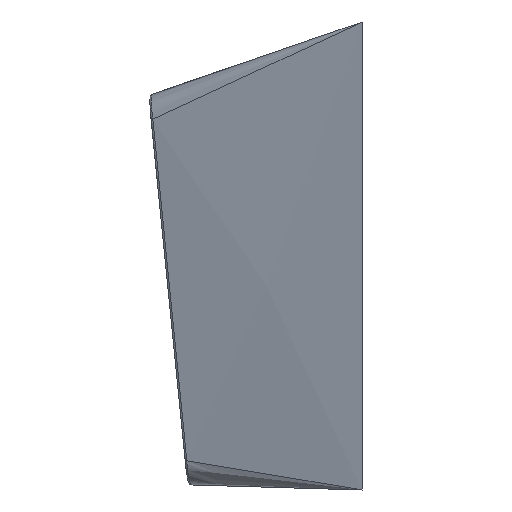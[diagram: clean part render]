
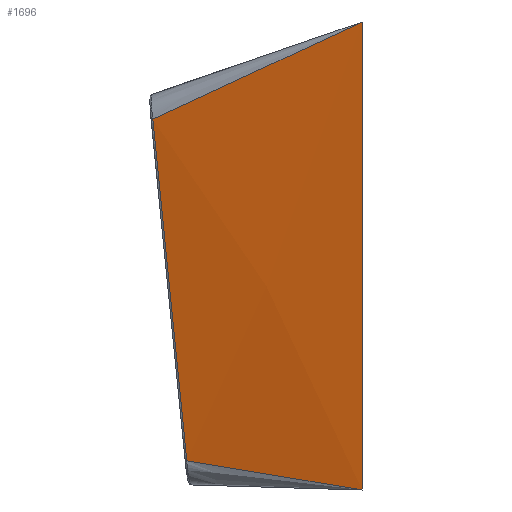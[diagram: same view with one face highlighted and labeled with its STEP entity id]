
A CAD part, left-side view. The second image highlights one B-rep face of the part: STEP entity #1696.
In plain terms, the highlighted free-form (B-spline) face has degree [3, 1] with [6, 2] control points.
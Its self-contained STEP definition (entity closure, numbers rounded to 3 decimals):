
#41 = CARTESIAN_POINT ( 'NONE',  ( 2.65, 7.716, 10.181 ) ) ;
#42 = CARTESIAN_POINT ( 'NONE',  ( 2.626, 7.898, 12.748 ) ) ;
#58 = CARTESIAN_POINT ( 'NONE',  ( 2.625, 7.455, 8.3 ) ) ;
#86 = CARTESIAN_POINT ( 'NONE',  ( 2.623, 6.742, 1.122 ) ) ;
#91 = CARTESIAN_POINT ( 'NONE',  ( 1.669, 5.138, 15.617 ) ) ;
#100 = CARTESIAN_POINT ( 'NONE',  ( 2.126, 6.53, 14.967 ) ) ;
#116 = VERTEX_POINT ( 'NONE', #2651 ) ;
#213 = VERTEX_POINT ( 'NONE', #1466 ) ;
#236 = CARTESIAN_POINT ( 'NONE',  ( 2.471, 7.578, 14.475 ) ) ;
#274 = CARTESIAN_POINT ( 'NONE',  ( 2.48, 7.605, 14.463 ) ) ;
#339 = CARTESIAN_POINT ( 'NONE',  ( 1.962, 6.033, 15.199 ) ) ;
#504 = CARTESIAN_POINT ( 'NONE',  ( 0.943, 2.39, 0.41 ) ) ;
#576 = CARTESIAN_POINT ( 'NONE',  ( 2.288, 7.023, 14.736 ) ) ;
#680 = ORIENTED_EDGE ( 'NONE', *, *, #2757, .F. ) ;
#764 = CARTESIAN_POINT ( 'NONE',  ( 2.625, 7.748, 11.242 ) ) ;
#772 = CARTESIAN_POINT ( 'NONE',  ( 2.606, 7.985, 14.284 ) ) ;
#785 = CARTESIAN_POINT ( 'NONE',  ( 2.5, 7.666, 14.434 ) ) ;
#812 = CARTESIAN_POINT ( 'NONE',  ( 1.341, 4.135, 16.085 ) ) ;
#831 = CARTESIAN_POINT ( 'NONE',  ( 2.369, 7.27, 14.62 ) ) ;
#969 = EDGE_CURVE ( 'NONE', #116, #213, #3059, .T. ) ;
#1073 = CARTESIAN_POINT ( 'NONE',  ( 0.876, 2.709, 16.748 ) ) ;
#1090 = VECTOR ( 'NONE', #2889, 1000. ) ;
#1093 = ORIENTED_EDGE ( 'NONE', *, *, #969, .T. ) ;
#1210 = CARTESIAN_POINT ( 'NONE',  ( 2.454, 7.527, 14.499 ) ) ;
#1219 = VERTEX_POINT ( 'NONE', #2273 ) ;
#1228 = CARTESIAN_POINT ( 'NONE',  ( 0., 0., 0. ) ) ;
#1247 = CARTESIAN_POINT ( 'NONE',  ( 0., 0., 6. ) ) ;
#1258 = CARTESIAN_POINT ( 'NONE',  ( 2.624, 7.313, 6.864 ) ) ;
#1305 = CARTESIAN_POINT ( 'NONE',  ( 2.65, 6.72, 0.199 ) ) ;
#1307 = CARTESIAN_POINT ( 'NONE',  ( 1.478, 4.555, 15.889 ) ) ;
#1323 = CARTESIAN_POINT ( 'NONE',  ( 2.044, 6.281, 15.083 ) ) ;
#1340 = CARTESIAN_POINT ( 'NONE',  ( 1.989, 6.115, 15.161 ) ) ;
#1466 = CARTESIAN_POINT ( 'NONE',  ( 0., 0., 0. ) ) ;
#1480 = CARTESIAN_POINT ( 'NONE',  ( 0., 0., 15. ) ) ;
#1511 = CARTESIAN_POINT ( 'NONE',  ( 2.623, 6.885, 2.558 ) ) ;
#1524 = CARTESIAN_POINT ( 'NONE',  ( 2.625, 7.598, 9.736 ) ) ;
#1547 = CARTESIAN_POINT ( 'NONE',  ( 1.313, 4.05, 16.124 ) ) ;
#1570 = EDGE_CURVE ( 'NONE', #2260, #116, #1839, .T. ) ;
#1572 = CARTESIAN_POINT ( 'NONE',  ( 1.301, 4.012, 16.142 ) ) ;
#1618 = ORIENTED_EDGE ( 'NONE', *, *, #2966, .T. ) ;
#1627 = ORIENTED_EDGE ( 'NONE', *, *, #1570, .T. ) ;
#1650 = CARTESIAN_POINT ( 'NONE',  ( 0., 0., 18. ) ) ;
#1696 = ADVANCED_FACE ( 'NONE', ( #2869 ), #2216, .T. ) ;
#1739 = LINE ( 'NONE', #1650, #1090 ) ;
#1754 = CARTESIAN_POINT ( 'NONE',  ( 2.624, 7.17, 5.429 ) ) ;
#1790 = CARTESIAN_POINT ( 'NONE',  ( 0., 0., 0. ) ) ;
#1802 = CARTESIAN_POINT ( 'NONE',  ( 2.207, 6.777, 14.851 ) ) ;
#1839 = B_SPLINE_CURVE_WITH_KNOTS ( 'NONE', 3,
 ( #2987, #42, #764, #1524, #58, #1258, #1754, #2241, #1511, #2750 ),
 .UNSPECIFIED., .F., .F.,
 ( 4, 3, 3, 4 ),
 ( 0., 0.005, 0.009, 0.013 ),
 .UNSPECIFIED. ) ;
#1889 = EDGE_LOOP ( 'NONE', ( #1618, #1627, #1093, #680 ) ) ;
#1959 = CARTESIAN_POINT ( 'NONE',  ( 0., 0., 18. ) ) ;
#1984 = CARTESIAN_POINT ( 'NONE',  ( 2.572, 7.883, 14.332 ) ) ;
#1987 = CARTESIAN_POINT ( 'NONE',  ( 0., 0., 12. ) ) ;
#2195 = CARTESIAN_POINT ( 'NONE',  ( 1.817, 4.637, 0.785 ) ) ;
#2209 = CARTESIAN_POINT ( 'NONE',  ( 2.65, 7.218, 5.19 ) ) ;
#2216 = B_SPLINE_SURFACE_WITH_KNOTS ( 'NONE', 3, 1, ( 
 ( #1228, #1305 ),
 ( #3025, #2340 ),
 ( #1247, #2209 ),
 ( #1987, #41 ),
 ( #1480, #2461 ),
 ( #1959, #2964 ) ),
 .UNSPECIFIED., .F., .F., .F.,
 ( 4, 2, 4 ),
 ( 2, 2 ),
 ( 0., 0.5, 1. ),
 ( 0., 1. ),
 .UNSPECIFIED. ) ;
#2226 = CARTESIAN_POINT ( 'NONE',  ( 2.626, 8.047, 14.255 ) ) ;
#2241 = CARTESIAN_POINT ( 'NONE',  ( 2.624, 7.028, 3.993 ) ) ;
#2260 = VERTEX_POINT ( 'NONE', #2878 ) ;
#2267 = CARTESIAN_POINT ( 'NONE',  ( 0., 0., 18. ) ) ;
#2273 = CARTESIAN_POINT ( 'NONE',  ( 0., 0., 18. ) ) ;
#2277 = CARTESIAN_POINT ( 'NONE',  ( 2.315, 7.104, 14.698 ) ) ;
#2340 = CARTESIAN_POINT ( 'NONE',  ( 2.65, 6.969, 2.695 ) ) ;
#2461 = CARTESIAN_POINT ( 'NONE',  ( 2.65, 7.966, 12.676 ) ) ;
#2463 = CARTESIAN_POINT ( 'NONE',  ( 2.513, 7.704, 14.416 ) ) ;
#2509 = CARTESIAN_POINT ( 'NONE',  ( 1.83, 5.629, 15.388 ) ) ;
#2524 = CARTESIAN_POINT ( 'NONE',  ( 2.41, 7.394, 14.562 ) ) ;
#2546 = CARTESIAN_POINT ( 'NONE',  ( 1.382, 4.261, 16.026 ) ) ;
#2651 = CARTESIAN_POINT ( 'NONE',  ( 2.623, 6.742, 1.122 ) ) ;
#2692 = CARTESIAN_POINT ( 'NONE',  ( 2.478, 7.599, 14.465 ) ) ;
#2750 = CARTESIAN_POINT ( 'NONE',  ( 2.623, 6.742, 1.122 ) ) ;
#2757 = EDGE_CURVE ( 'NONE', #1219, #213, #1739, .T. ) ;
#2782 = CARTESIAN_POINT ( 'NONE',  ( 0.447, 1.385, 17.361 ) ) ;
#2869 = FACE_OUTER_BOUND ( 'NONE', #1889, .T. ) ;
#2878 = CARTESIAN_POINT ( 'NONE',  ( 2.626, 8.047, 14.255 ) ) ;
#2889 = DIRECTION ( 'NONE',  ( 0., 0., -1. ) ) ;
#2964 = CARTESIAN_POINT ( 'NONE',  ( 2.65, 8.215, 15.171 ) ) ;
#2966 = EDGE_CURVE ( 'NONE', #1219, #2260, #3137, .T. ) ;
#2987 = CARTESIAN_POINT ( 'NONE',  ( 2.626, 8.047, 14.255 ) ) ;
#3025 = CARTESIAN_POINT ( 'NONE',  ( 0., 0., 3. ) ) ;
#3059 = B_SPLINE_CURVE_WITH_KNOTS ( 'NONE', 3,
 ( #86, #2195, #504, #1790 ),
 .UNSPECIFIED., .F., .F.,
 ( 4, 4 ),
 ( 0.011, 1. ),
 .UNSPECIFIED. ) ;
#3137 = B_SPLINE_CURVE_WITH_KNOTS ( 'NONE', 3,
 ( #2267, #2782, #1073, #1572, #1547, #812, #2546, #1307, #91, #2509, #339, #1340, #1323, #100, #1802, #576, #2277, #831, #2524, #1210, #236, #2692, #274, #785, #2463, #1984, #772, #2226 ),
 .UNSPECIFIED., .F., .F.,
 ( 4, 2, 2, 1, 1, 1, 2, 2, 1, 2, 2, 1, 1, 2, 2, 2, 4 ),
 ( 0., 0.488, 0.503, 0.519, 0.549, 0.61, 0.732, 0.763, 0.793, 0.854, 0.885, 0.915, 0.931, 0.934, 0.938, 0.946, 0.976 ),
 .UNSPECIFIED. ) ;
